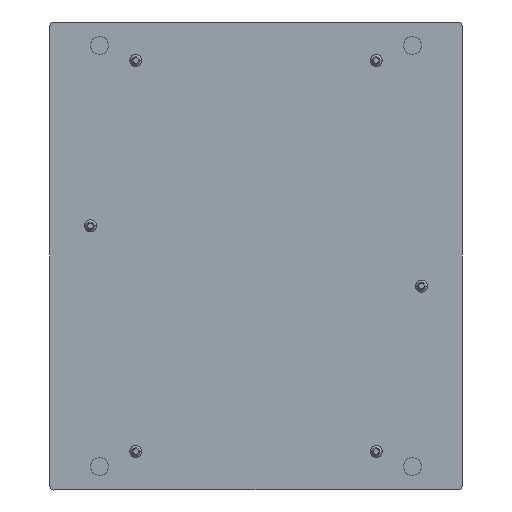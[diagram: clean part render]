
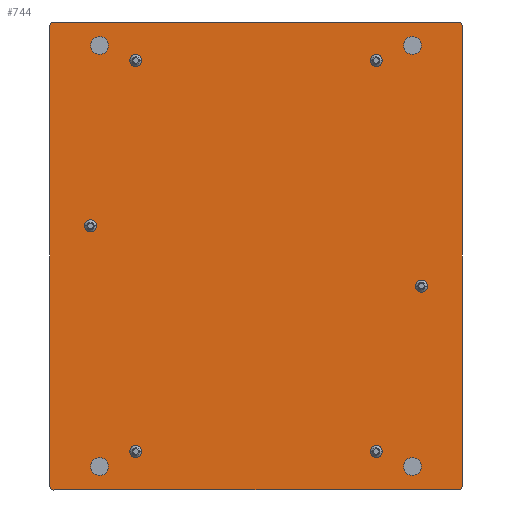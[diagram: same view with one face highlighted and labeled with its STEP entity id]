
A CAD part, front view. The second image highlights one B-rep face of the part: STEP entity #744.
In plain terms, the highlighted planar face has unit normal (0, -1, 0).
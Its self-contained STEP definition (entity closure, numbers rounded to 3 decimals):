
#744=ADVANCED_FACE('',(#1306,#1307,#1308,#1309,#1310,#1311,#1312,#1313,#1314,#1315,#1316),#1317,.F.);
#1306=FACE_OUTER_BOUND('',#1801,.T.);
#1307=FACE_BOUND('',#1802,.T.);
#1308=FACE_BOUND('',#1803,.T.);
#1309=FACE_BOUND('',#1804,.T.);
#1310=FACE_BOUND('',#1805,.T.);
#1311=FACE_BOUND('',#1806,.T.);
#1312=FACE_BOUND('',#1807,.T.);
#1313=FACE_BOUND('',#1808,.T.);
#1314=FACE_BOUND('',#1809,.T.);
#1315=FACE_BOUND('',#1810,.T.);
#1316=FACE_BOUND('',#1811,.T.);
#1317=PLANE('',#1812);
#1801=EDGE_LOOP('',(#3035,#3036,#3037,#3038,#3039,#3040,#3041,#3042));
#1802=EDGE_LOOP('',(#3043,#3044));
#1803=EDGE_LOOP('',(#3045,#3046));
#1804=EDGE_LOOP('',(#3047,#3048));
#1805=EDGE_LOOP('',(#3049,#3050));
#1806=EDGE_LOOP('',(#3051,#3052));
#1807=EDGE_LOOP('',(#3053,#3054));
#1808=EDGE_LOOP('',(#3055,#3056));
#1809=EDGE_LOOP('',(#3057,#3058));
#1810=EDGE_LOOP('',(#3059,#3060));
#1811=EDGE_LOOP('',(#3061,#3062));
#1812=AXIS2_PLACEMENT_3D('',#3063,#3064,#3065);
#3035=ORIENTED_EDGE('',*,*,#3492,.T.);
#3036=ORIENTED_EDGE('',*,*,#3499,.T.);
#3037=ORIENTED_EDGE('',*,*,#3523,.T.);
#3038=ORIENTED_EDGE('',*,*,#3546,.F.);
#3039=ORIENTED_EDGE('',*,*,#3519,.T.);
#3040=ORIENTED_EDGE('',*,*,#3548,.F.);
#3041=ORIENTED_EDGE('',*,*,#3487,.T.);
#3042=ORIENTED_EDGE('',*,*,#3501,.F.);
#3043=ORIENTED_EDGE('',*,*,#3483,.T.);
#3044=ORIENTED_EDGE('',*,*,#3526,.T.);
#3045=ORIENTED_EDGE('',*,*,#3478,.T.);
#3046=ORIENTED_EDGE('',*,*,#3528,.T.);
#3047=ORIENTED_EDGE('',*,*,#3473,.T.);
#3048=ORIENTED_EDGE('',*,*,#3530,.T.);
#3049=ORIENTED_EDGE('',*,*,#3468,.T.);
#3050=ORIENTED_EDGE('',*,*,#3532,.T.);
#3051=ORIENTED_EDGE('',*,*,#3463,.T.);
#3052=ORIENTED_EDGE('',*,*,#3534,.T.);
#3053=ORIENTED_EDGE('',*,*,#3458,.T.);
#3054=ORIENTED_EDGE('',*,*,#3536,.T.);
#3055=ORIENTED_EDGE('',*,*,#3453,.T.);
#3056=ORIENTED_EDGE('',*,*,#3538,.T.);
#3057=ORIENTED_EDGE('',*,*,#3448,.T.);
#3058=ORIENTED_EDGE('',*,*,#3540,.T.);
#3059=ORIENTED_EDGE('',*,*,#3443,.T.);
#3060=ORIENTED_EDGE('',*,*,#3542,.T.);
#3061=ORIENTED_EDGE('',*,*,#3438,.T.);
#3062=ORIENTED_EDGE('',*,*,#3544,.T.);
#3063=CARTESIAN_POINT('',(171.25,10.3,194.5));
#3064=DIRECTION('',(0.0,1.0,0.0));
#3065=DIRECTION('',(0.0,0.0,1.0));
#3438=EDGE_CURVE('',#4071,#4068,#4072,.T.);
#3443=EDGE_CURVE('',#4080,#4077,#4081,.T.);
#3448=EDGE_CURVE('',#4089,#4086,#4090,.T.);
#3453=EDGE_CURVE('',#4098,#4095,#4099,.T.);
#3458=EDGE_CURVE('',#4107,#4104,#4108,.T.);
#3463=EDGE_CURVE('',#4116,#4113,#4117,.T.);
#3468=EDGE_CURVE('',#4125,#4122,#4126,.T.);
#3473=EDGE_CURVE('',#4134,#4131,#4135,.T.);
#3478=EDGE_CURVE('',#4143,#4140,#4144,.T.);
#3483=EDGE_CURVE('',#4152,#4149,#4153,.T.);
#3487=EDGE_CURVE('',#4158,#4159,#4160,.T.);
#3492=EDGE_CURVE('',#4167,#4168,#4169,.T.);
#3499=EDGE_CURVE('',#4168,#4178,#4180,.T.);
#3501=EDGE_CURVE('',#4167,#4159,#4182,.T.);
#3519=EDGE_CURVE('',#4203,#4204,#4205,.T.);
#3523=EDGE_CURVE('',#4178,#4209,#4210,.T.);
#3526=EDGE_CURVE('',#4149,#4152,#4213,.T.);
#3528=EDGE_CURVE('',#4140,#4143,#4215,.T.);
#3530=EDGE_CURVE('',#4131,#4134,#4217,.T.);
#3532=EDGE_CURVE('',#4122,#4125,#4219,.T.);
#3534=EDGE_CURVE('',#4113,#4116,#4221,.T.);
#3536=EDGE_CURVE('',#4104,#4107,#4223,.T.);
#3538=EDGE_CURVE('',#4095,#4098,#4225,.T.);
#3540=EDGE_CURVE('',#4086,#4089,#4227,.T.);
#3542=EDGE_CURVE('',#4077,#4080,#4229,.T.);
#3544=EDGE_CURVE('',#4068,#4071,#4231,.T.);
#3546=EDGE_CURVE('',#4203,#4209,#4233,.T.);
#3548=EDGE_CURVE('',#4158,#4204,#4235,.T.);
#4068=VERTEX_POINT('',#4919);
#4071=VERTEX_POINT('',#4923);
#4072=CIRCLE('',#4924,7.4);
#4077=VERTEX_POINT('',#4930);
#4080=VERTEX_POINT('',#4934);
#4081=CIRCLE('',#4935,7.4);
#4086=VERTEX_POINT('',#4941);
#4089=VERTEX_POINT('',#4945);
#4090=CIRCLE('',#4946,7.4);
#4095=VERTEX_POINT('',#4952);
#4098=VERTEX_POINT('',#4956);
#4099=CIRCLE('',#4957,7.4);
#4104=VERTEX_POINT('',#4963);
#4107=VERTEX_POINT('',#4967);
#4108=CIRCLE('',#4968,5.0);
#4113=VERTEX_POINT('',#4974);
#4116=VERTEX_POINT('',#4978);
#4117=CIRCLE('',#4979,5.0);
#4122=VERTEX_POINT('',#4985);
#4125=VERTEX_POINT('',#4989);
#4126=CIRCLE('',#4990,5.0);
#4131=VERTEX_POINT('',#4996);
#4134=VERTEX_POINT('',#5000);
#4135=CIRCLE('',#5001,5.0);
#4140=VERTEX_POINT('',#5007);
#4143=VERTEX_POINT('',#5011);
#4144=CIRCLE('',#5012,5.0);
#4149=VERTEX_POINT('',#5018);
#4152=VERTEX_POINT('',#5022);
#4153=CIRCLE('',#5023,5.0);
#4158=VERTEX_POINT('',#5029);
#4159=VERTEX_POINT('',#5030);
#4160=CIRCLE('',#5031,3.);
#4167=VERTEX_POINT('',#5040);
#4168=VERTEX_POINT('',#5041);
#4169=CIRCLE('',#5042,3.);
#4178=VERTEX_POINT('',#5054);
#4180=LINE('',#5057,#5058);
#4182=LINE('',#5060,#5061);
#4203=VERTEX_POINT('',#5085);
#4204=VERTEX_POINT('',#5086);
#4205=CIRCLE('',#5087,3.);
#4209=VERTEX_POINT('',#5093);
#4210=CIRCLE('',#5094,3.);
#4213=CIRCLE('',#5098,5.0);
#4215=CIRCLE('',#5100,5.0);
#4217=CIRCLE('',#5102,5.0);
#4219=CIRCLE('',#5104,5.0);
#4221=CIRCLE('',#5106,5.0);
#4223=CIRCLE('',#5108,5.0);
#4225=CIRCLE('',#5110,7.4);
#4227=CIRCLE('',#5112,7.4);
#4229=CIRCLE('',#5114,7.4);
#4231=CIRCLE('',#5116,7.4);
#4233=LINE('',#5118,#5119);
#4235=LINE('',#5121,#5122);
#4919=CARTESIAN_POINT('',(48.65,10.3,369.5));
#4923=CARTESIAN_POINT('',(33.85,10.3,369.5));
#4924=AXIS2_PLACEMENT_3D('',#5518,#5519,#5520);
#4930=CARTESIAN_POINT('',(48.65,10.3,19.5));
#4934=CARTESIAN_POINT('',(33.85,10.3,19.5));
#4935=AXIS2_PLACEMENT_3D('',#5526,#5527,#5528);
#4941=CARTESIAN_POINT('',(308.65,10.3,369.5));
#4945=CARTESIAN_POINT('',(293.85,10.3,369.5));
#4946=AXIS2_PLACEMENT_3D('',#5534,#5535,#5536);
#4952=CARTESIAN_POINT('',(308.65,10.3,19.5));
#4956=CARTESIAN_POINT('',(293.85,10.3,19.5));
#4957=AXIS2_PLACEMENT_3D('',#5542,#5543,#5544);
#4963=CARTESIAN_POINT('',(76.25,10.3,32.0));
#4967=CARTESIAN_POINT('',(66.25,10.3,32.0));
#4968=AXIS2_PLACEMENT_3D('',#5550,#5551,#5552);
#4974=CARTESIAN_POINT('',(276.25,10.3,32.0));
#4978=CARTESIAN_POINT('',(266.25,10.3,32.0));
#4979=AXIS2_PLACEMENT_3D('',#5558,#5559,#5560);
#4985=CARTESIAN_POINT('',(76.25,10.3,357.0));
#4989=CARTESIAN_POINT('',(66.25,10.3,357.0));
#4990=AXIS2_PLACEMENT_3D('',#5566,#5567,#5568);
#4996=CARTESIAN_POINT('',(276.25,10.3,357.0));
#5000=CARTESIAN_POINT('',(266.25,10.3,357.0));
#5001=AXIS2_PLACEMENT_3D('',#5574,#5575,#5576);
#5007=CARTESIAN_POINT('',(38.75,10.3,219.5));
#5011=CARTESIAN_POINT('',(28.75,10.3,219.5));
#5012=AXIS2_PLACEMENT_3D('',#5582,#5583,#5584);
#5018=CARTESIAN_POINT('',(313.75,10.3,169.5));
#5022=CARTESIAN_POINT('',(303.75,10.3,169.5));
#5023=AXIS2_PLACEMENT_3D('',#5590,#5591,#5592);
#5029=CARTESIAN_POINT('',(0.0,10.3,3.));
#5030=CARTESIAN_POINT('',(3.,10.3,0.0));
#5031=AXIS2_PLACEMENT_3D('',#5597,#5598,#5599);
#5040=CARTESIAN_POINT('',(339.5,10.3,0.));
#5041=CARTESIAN_POINT('',(342.5,10.3,3.));
#5042=AXIS2_PLACEMENT_3D('',#5605,#5606,#5607);
#5054=CARTESIAN_POINT('',(342.5,10.3,386.));
#5057=CARTESIAN_POINT('',(342.5,10.3,194.5));
#5058=VECTOR('',#5615,1.0);
#5060=CARTESIAN_POINT('',(171.25,10.3,0.0));
#5061=VECTOR('',#5616,1.0);
#5085=CARTESIAN_POINT('',(3.,10.3,389.0));
#5086=CARTESIAN_POINT('',(0.0,10.3,386.));
#5087=AXIS2_PLACEMENT_3D('',#5656,#5657,#5658);
#5093=CARTESIAN_POINT('',(339.5,10.3,389.));
#5094=AXIS2_PLACEMENT_3D('',#5661,#5662,#5663);
#5098=AXIS2_PLACEMENT_3D('',#5665,#5666,#5667);
#5100=AXIS2_PLACEMENT_3D('',#5668,#5669,#5670);
#5102=AXIS2_PLACEMENT_3D('',#5671,#5672,#5673);
#5104=AXIS2_PLACEMENT_3D('',#5674,#5675,#5676);
#5106=AXIS2_PLACEMENT_3D('',#5677,#5678,#5679);
#5108=AXIS2_PLACEMENT_3D('',#5680,#5681,#5682);
#5110=AXIS2_PLACEMENT_3D('',#5683,#5684,#5685);
#5112=AXIS2_PLACEMENT_3D('',#5686,#5687,#5688);
#5114=AXIS2_PLACEMENT_3D('',#5689,#5690,#5691);
#5116=AXIS2_PLACEMENT_3D('',#5692,#5693,#5694);
#5118=CARTESIAN_POINT('',(171.25,10.3,389.0));
#5119=VECTOR('',#5695,1.0);
#5121=CARTESIAN_POINT('',(0.0,10.3,194.5));
#5122=VECTOR('',#5696,1.0);
#5518=CARTESIAN_POINT('',(41.25,10.3,369.5));
#5519=DIRECTION('',(-0.0,1.0,0.0));
#5520=DIRECTION('',(1.0,0.0,0.0));
#5526=CARTESIAN_POINT('',(41.25,10.3,19.5));
#5527=DIRECTION('',(-0.0,1.0,0.0));
#5528=DIRECTION('',(1.0,0.0,0.0));
#5534=CARTESIAN_POINT('',(301.25,10.3,369.5));
#5535=DIRECTION('',(-0.0,1.0,0.0));
#5536=DIRECTION('',(1.0,0.0,0.0));
#5542=CARTESIAN_POINT('',(301.25,10.3,19.5));
#5543=DIRECTION('',(-0.0,1.0,0.0));
#5544=DIRECTION('',(1.0,0.0,0.0));
#5550=CARTESIAN_POINT('',(71.25,10.3,32.0));
#5551=DIRECTION('',(0.0,1.0,0.0));
#5552=DIRECTION('',(1.0,0.0,0.));
#5558=CARTESIAN_POINT('',(271.25,10.3,32.0));
#5559=DIRECTION('',(0.0,1.0,0.0));
#5560=DIRECTION('',(1.0,0.0,0.));
#5566=CARTESIAN_POINT('',(71.25,10.3,357.0));
#5567=DIRECTION('',(0.0,1.0,0.0));
#5568=DIRECTION('',(1.0,0.0,0.));
#5574=CARTESIAN_POINT('',(271.25,10.3,357.0));
#5575=DIRECTION('',(0.0,1.0,0.0));
#5576=DIRECTION('',(1.0,0.0,0.));
#5582=CARTESIAN_POINT('',(33.75,10.3,219.5));
#5583=DIRECTION('',(0.0,1.0,0.0));
#5584=DIRECTION('',(1.0,0.0,0.));
#5590=CARTESIAN_POINT('',(308.75,10.3,169.5));
#5591=DIRECTION('',(0.0,1.0,0.0));
#5592=DIRECTION('',(1.0,0.0,0.));
#5597=CARTESIAN_POINT('',(3.0,10.3,3.));
#5598=DIRECTION('',(0.0,-1.0,-0.0));
#5599=DIRECTION('',(0.,0.0,-1.0));
#5605=CARTESIAN_POINT('',(339.5,10.3,3.));
#5606=DIRECTION('',(0.0,-1.0,-0.0));
#5607=DIRECTION('',(1.0,0.0,0.));
#5615=DIRECTION('',(0.0,0.0,1.0));
#5616=DIRECTION('',(-1.0,0.0,0.0));
#5656=CARTESIAN_POINT('',(3.0,10.3,386.));
#5657=DIRECTION('',(-0.0,-1.0,0.0));
#5658=DIRECTION('',(0.,0.0,1.0));
#5661=CARTESIAN_POINT('',(339.5,10.3,386.));
#5662=DIRECTION('',(0.0,-1.0,0.0));
#5663=DIRECTION('',(1.0,0.0,0.));
#5665=CARTESIAN_POINT('',(308.75,10.3,169.5));
#5666=DIRECTION('',(0.0,1.0,0.0));
#5667=DIRECTION('',(1.0,0.0,0.));
#5668=CARTESIAN_POINT('',(33.75,10.3,219.5));
#5669=DIRECTION('',(0.0,1.0,0.0));
#5670=DIRECTION('',(1.0,0.0,0.));
#5671=CARTESIAN_POINT('',(271.25,10.3,357.0));
#5672=DIRECTION('',(0.0,1.0,0.0));
#5673=DIRECTION('',(1.0,0.0,0.));
#5674=CARTESIAN_POINT('',(71.25,10.3,357.0));
#5675=DIRECTION('',(0.0,1.0,0.0));
#5676=DIRECTION('',(1.0,0.0,0.));
#5677=CARTESIAN_POINT('',(271.25,10.3,32.0));
#5678=DIRECTION('',(0.0,1.0,0.0));
#5679=DIRECTION('',(1.0,0.0,0.));
#5680=CARTESIAN_POINT('',(71.25,10.3,32.0));
#5681=DIRECTION('',(0.0,1.0,0.0));
#5682=DIRECTION('',(1.0,0.0,0.));
#5683=CARTESIAN_POINT('',(301.25,10.3,19.5));
#5684=DIRECTION('',(-0.0,1.0,0.0));
#5685=DIRECTION('',(1.0,0.0,0.0));
#5686=CARTESIAN_POINT('',(301.25,10.3,369.5));
#5687=DIRECTION('',(-0.0,1.0,0.0));
#5688=DIRECTION('',(1.0,0.0,0.0));
#5689=CARTESIAN_POINT('',(41.25,10.3,19.5));
#5690=DIRECTION('',(-0.0,1.0,0.0));
#5691=DIRECTION('',(1.0,0.0,0.0));
#5692=CARTESIAN_POINT('',(41.25,10.3,369.5));
#5693=DIRECTION('',(-0.0,1.0,0.0));
#5694=DIRECTION('',(1.0,0.0,0.0));
#5695=DIRECTION('',(1.0,0.0,0.0));
#5696=DIRECTION('',(0.0,0.0,1.0));
